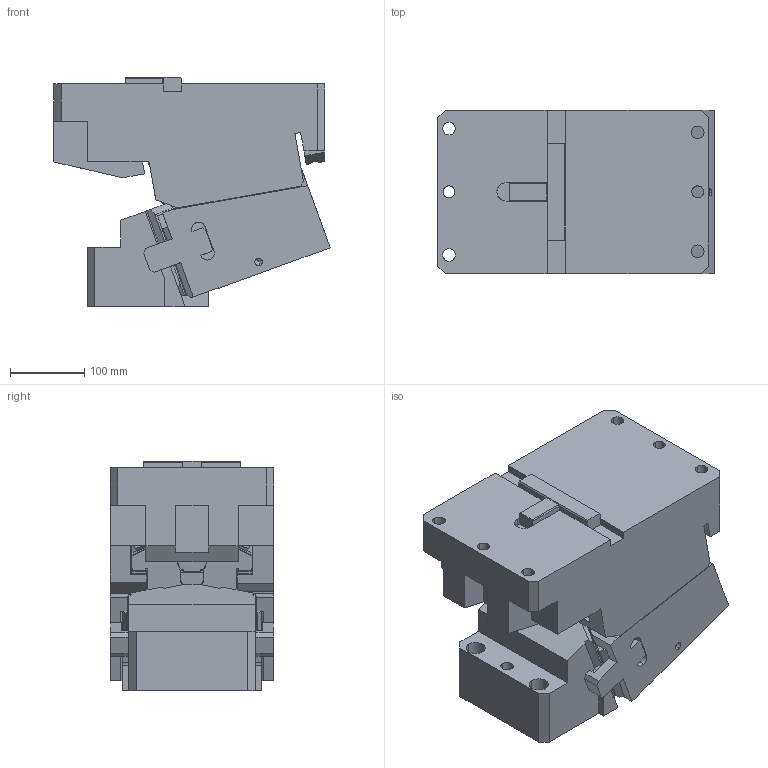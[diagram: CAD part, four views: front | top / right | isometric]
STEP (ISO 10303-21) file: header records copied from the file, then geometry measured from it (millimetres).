
FILE_DESCRIPTION(('CATIA V5 STEP Exchange'),'2;1');
FILE_NAME('CACV_F_220_70.stp','2015-04-27T06:55:41+00:00',('none'),('none'),'CATIA Version 5 Release 19 SP 2 (IN-10)','CATIA V5 STEP AP203','none');
FILE_SCHEMA(('CONFIG_CONTROL_DESIGN'));
Length unit declared in the file: millimetre
Products named in the file (1): CACV_F_220_70
Bounding box: 372.05 x 220 x 309 mm (x, y, z)
Volume: 16184247.5 mm3; surface area: 838696.2 mm2
Topology: 3 solids, 9 shells, 542 faces, 1540 edges, 1017 vertices
Faces by surface type: plane 361, cylinder 161, extrusion 14, cone 6
Entity records: 18559 total; most frequent: CARTESIAN_POINT 5179, ORIENTED_EDGE 3068, DIRECTION 2213, EDGE_CURVE 1534, VECTOR 1129, LINE 1115, VERTEX_POINT 1017, AXIS2_PLACEMENT_3D 629
